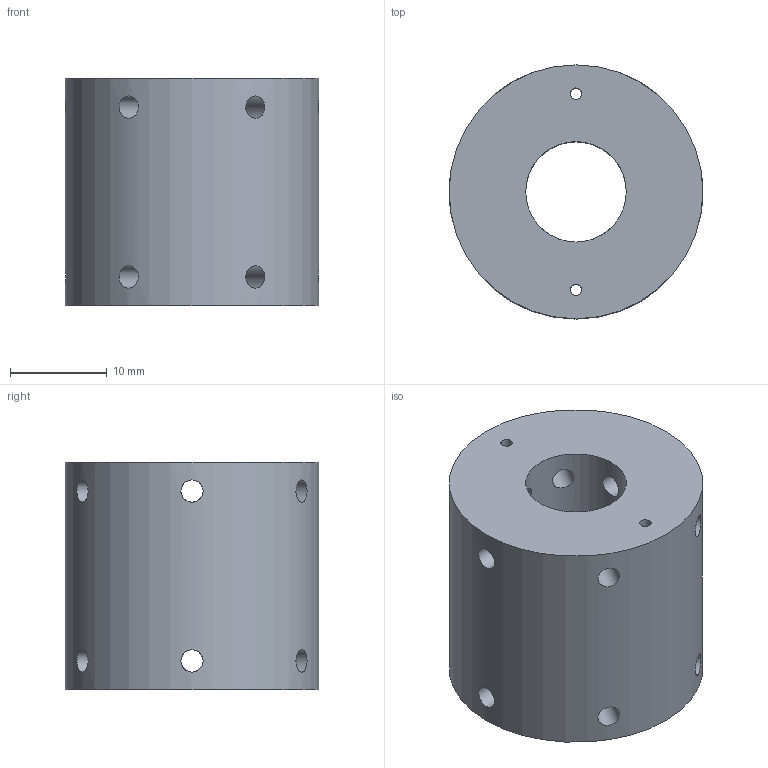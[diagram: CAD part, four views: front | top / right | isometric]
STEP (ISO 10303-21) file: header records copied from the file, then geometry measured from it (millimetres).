
FILE_DESCRIPTION(/* description */ (''),/* implementation_level */ '2;1');
FILE_NAME(/* name */ 'HexLightPipeToSM1Adapter.step',/* time_stamp */ '2020-03-09T15:27:46-07:00',/* author */ (''),/* organization */ (''),/* preprocessor_version */ 'ST-DEVELOPER v18',/* originating_system */ 'Autodesk Translation Framework v8.12.0.6',/* authorisation */ '');
FILE_SCHEMA (('AUTOMOTIVE_DESIGN { 1 0 10303 214 3 1 1 }'));
Length unit declared in the file: millimetre
Products named in the file (1): HexLightPipeToSM1Adapter
Bounding box: 26.29 x 26.29 x 23.59 mm (x, y, z)
Volume: 10351.4 mm3; surface area: 4399.5 mm2
Topology: 1 solids, 1 shells, 18 faces, 80 edges, 60 vertices
Faces by surface type: cylinder 16, plane 2
Full cylindrical faces by diameter (mm): 1.191 x2, 2.3 x12, 10.405 x1, 26.289 x1
Entity records: 1641 total; most frequent: CARTESIAN_POINT 979, ORIENTED_EDGE 160, EDGE_CURVE 80, DIRECTION 74, VERTEX_POINT 60, B_SPLINE_CURVE_WITH_KNOTS 52, EDGE_LOOP 44, AXIS2_PLACEMENT_3D 27
